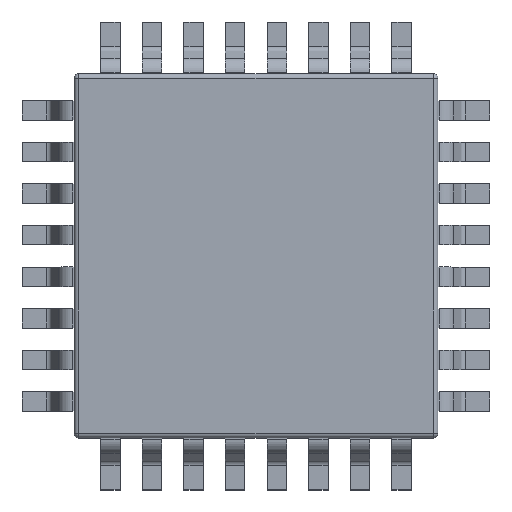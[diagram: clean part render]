
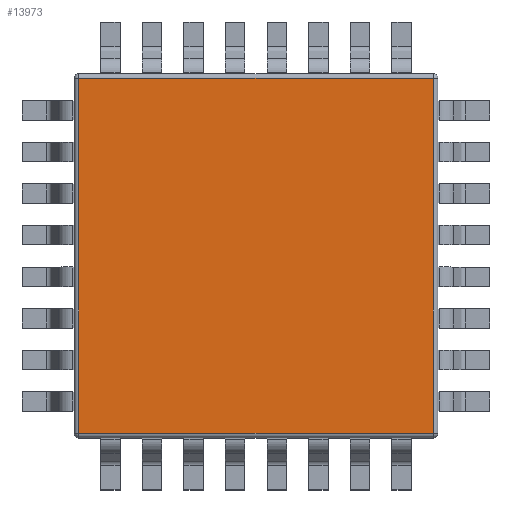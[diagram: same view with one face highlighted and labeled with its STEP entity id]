
A CAD part, top view. The second image highlights one B-rep face of the part: STEP entity #13973.
In plain terms, the highlighted planar face has unit normal (0, 0, 1).
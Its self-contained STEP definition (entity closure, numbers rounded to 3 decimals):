
#13934 = CARTESIAN_POINT ( 'NONE',  ( -3.413, 3.413, 1.6 ) ) ;
#13935 = VERTEX_POINT ( 'NONE', #13934 ) ;
#13936 = CARTESIAN_POINT ( 'NONE',  ( -3.413, -3.413, 1.6 ) ) ;
#13937 = VERTEX_POINT ( 'NONE', #13936 ) ;
#13938 = CARTESIAN_POINT ( 'NONE',  ( -3.413, 0., 1.6 ) ) ;
#13939 = DIRECTION ( 'NONE',  ( 0., -1., 0. ) ) ;
#13940 = VECTOR ( 'NONE', #13939, 1000. ) ;
#13941 = LINE ( 'NONE', #13938, #13940 ) ;
#13942 = EDGE_CURVE ( 'NONE', #13935, #13937, #13941, .T. ) ;
#13943 = ORIENTED_EDGE ( 'NONE', *, *, #13942, .T. ) ;
#13944 = CARTESIAN_POINT ( 'NONE',  ( 3.413, -3.413, 1.6 ) ) ;
#13945 = VERTEX_POINT ( 'NONE', #13944 ) ;
#13946 = CARTESIAN_POINT ( 'NONE',  ( 0., -3.413, 1.6 ) ) ;
#13947 = DIRECTION ( 'NONE',  ( 1., 0., 0. ) ) ;
#13948 = VECTOR ( 'NONE', #13947, 1000. ) ;
#13949 = LINE ( 'NONE', #13946, #13948 ) ;
#13950 = EDGE_CURVE ( 'NONE', #13937, #13945, #13949, .T. ) ;
#13951 = ORIENTED_EDGE ( 'NONE', *, *, #13950, .T. ) ;
#13952 = CARTESIAN_POINT ( 'NONE',  ( 3.413, 3.413, 1.6 ) ) ;
#13953 = VERTEX_POINT ( 'NONE', #13952 ) ;
#13954 = CARTESIAN_POINT ( 'NONE',  ( 3.413, 0., 1.6 ) ) ;
#13955 = DIRECTION ( 'NONE',  ( 0., 1., 0. ) ) ;
#13956 = VECTOR ( 'NONE', #13955, 1000. ) ;
#13957 = LINE ( 'NONE', #13954, #13956 ) ;
#13958 = EDGE_CURVE ( 'NONE', #13945, #13953, #13957, .T. ) ;
#13959 = ORIENTED_EDGE ( 'NONE', *, *, #13958, .T. ) ;
#13960 = CARTESIAN_POINT ( 'NONE',  ( 0., 3.413, 1.6 ) ) ;
#13961 = DIRECTION ( 'NONE',  ( -1., 0., 0. ) ) ;
#13962 = VECTOR ( 'NONE', #13961, 1000. ) ;
#13963 = LINE ( 'NONE', #13960, #13962 ) ;
#13964 = EDGE_CURVE ( 'NONE', #13953, #13935, #13963, .T. ) ;
#13965 = ORIENTED_EDGE ( 'NONE', *, *, #13964, .T. ) ;
#13966 = EDGE_LOOP ( 'NONE', ( #13943, #13951, #13959, #13965 ) ) ;
#13967 = FACE_OUTER_BOUND ( 'NONE', #13966, .T. ) ;
#13968 = CARTESIAN_POINT ( 'NONE',  ( 0., 0., 1.6 ) ) ;
#13969 = DIRECTION ( 'NONE',  ( 0., 0., -1. ) ) ;
#13970 = DIRECTION ( 'NONE',  ( 0., 1., 0. ) ) ;
#13971 = AXIS2_PLACEMENT_3D ( 'NONE', #13968, #13969, #13970 ) ;
#13972 = PLANE ( 'NONE', #13971 ) ;
#13973 = ADVANCED_FACE ( 'NONE', ( #13967 ), #13972, .F. ) ;
